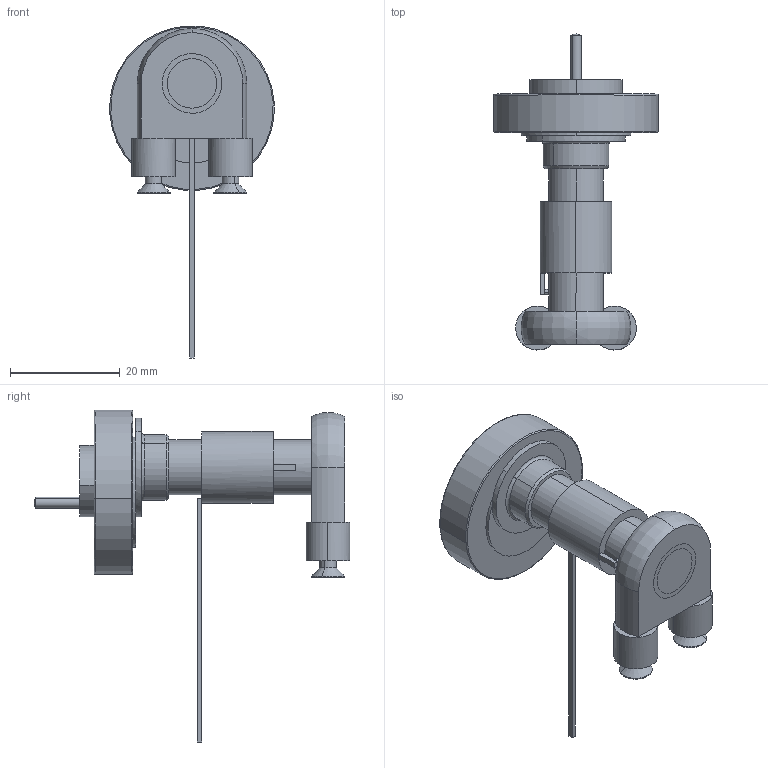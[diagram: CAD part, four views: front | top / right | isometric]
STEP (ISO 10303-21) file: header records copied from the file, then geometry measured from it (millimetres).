
FILE_DESCRIPTION (( 'STEP AP214' ), '1' );
FILE_NAME ('54823~0.STEP', '2019-06-05T13:26:12', ( '' ), ( '' ), 'SwSTEP 2.0', 'SolidWorks 2018', '' );
FILE_SCHEMA (( 'AUTOMOTIVE_DESIGN' ));
Length unit declared in the file: millimetre
Products named in the file (1): 54823~0
Bounding box: 29.91 x 57.54 x 60.46 mm (x, y, z)
Volume: 11956.9 mm3; surface area: 5405.6 mm2
Topology: 1 solids, 1 shells, 129 faces, 305 edges, 194 vertices
Faces by surface type: cylinder 73, plane 40, torus 8, cone 6, sphere 2
Entity records: 4785 total; most frequent: CARTESIAN_POINT 807, DIRECTION 742, ORIENTED_EDGE 610, AXIS2_PLACEMENT_3D 313, EDGE_CURVE 305, VERTEX_POINT 194, CIRCLE 183, EDGE_LOOP 147
